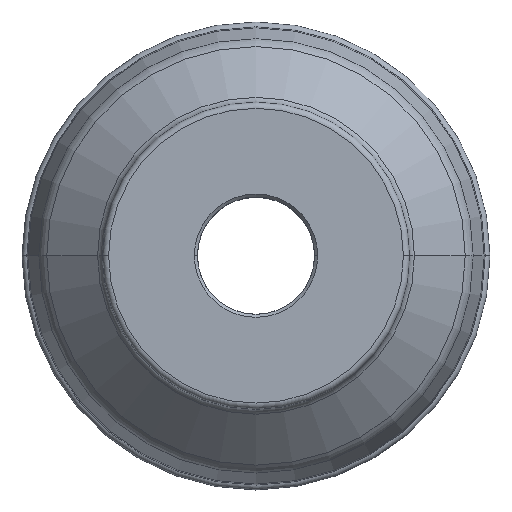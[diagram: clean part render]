
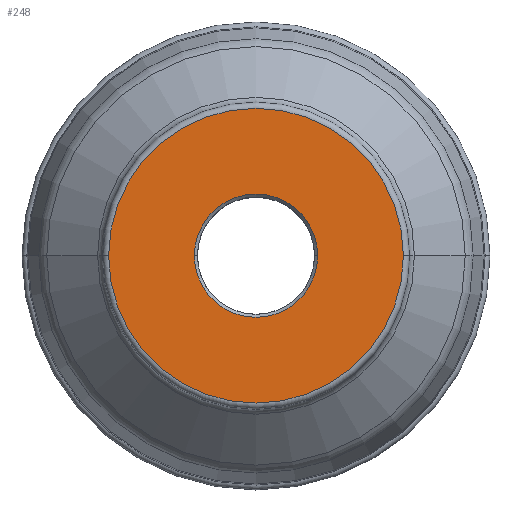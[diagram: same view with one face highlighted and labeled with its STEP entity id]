
A CAD part, top view. The second image highlights one B-rep face of the part: STEP entity #248.
In plain terms, the highlighted planar face has unit normal (0, 0, 1).
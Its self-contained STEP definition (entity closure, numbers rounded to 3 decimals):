
#248=ADVANCED_FACE('',(#298,#299),#287,.F.);
#287=PLANE('',#1545);
#298=FACE_BOUND('',#358,.T.);
#299=FACE_BOUND('',#359,.T.);
#358=EDGE_LOOP('',(#598,#599));
#359=EDGE_LOOP('',(#600,#601));
#598=ORIENTED_EDGE('',*,*,#972,.F.);
#599=ORIENTED_EDGE('',*,*,#971,.F.);
#600=ORIENTED_EDGE('',*,*,#973,.F.);
#601=ORIENTED_EDGE('',*,*,#974,.F.);
#822=VERTEX_POINT('',#2389);
#823=VERTEX_POINT('',#2391);
#824=VERTEX_POINT('',#2396);
#825=VERTEX_POINT('',#2397);
#971=EDGE_CURVE('',#823,#822,#1116,.T.);
#972=EDGE_CURVE('',#822,#823,#1117,.T.);
#973=EDGE_CURVE('',#824,#825,#1118,.T.);
#974=EDGE_CURVE('',#825,#824,#1119,.T.);
#1116=CIRCLE('',#1540,48.);
#1117=CIRCLE('',#1542,48.);
#1118=CIRCLE('',#1543,20.085);
#1119=CIRCLE('',#1544,20.085);
#1540=AXIS2_PLACEMENT_3D('',#2392,#1953,#1954);
#1542=AXIS2_PLACEMENT_3D('',#2394,#1957,#1958);
#1543=AXIS2_PLACEMENT_3D('',#2395,#1959,#1960);
#1544=AXIS2_PLACEMENT_3D('',#2398,#1961,#1962);
#1545=AXIS2_PLACEMENT_3D('',#2399,#1963,#1964);
#1953=DIRECTION('',(0.,0.,-1.));
#1954=DIRECTION('',(-1.,0.,0.));
#1957=DIRECTION('',(0.,0.,-1.));
#1958=DIRECTION('',(1.,0.,0.));
#1959=DIRECTION('',(0.,0.,1.));
#1960=DIRECTION('',(1.,0.,0.));
#1961=DIRECTION('',(0.,0.,1.));
#1962=DIRECTION('',(-1.,0.,0.));
#1963=DIRECTION('',(0.,0.,-1.));
#1964=DIRECTION('',(1.,0.,0.));
#2389=CARTESIAN_POINT('',(48.,0.,0.));
#2391=CARTESIAN_POINT('',(-48.,0.,0.));
#2392=CARTESIAN_POINT('',(0.,0.,0.));
#2394=CARTESIAN_POINT('',(0.,0.,0.));
#2395=CARTESIAN_POINT('',(0.,0.,0.));
#2396=CARTESIAN_POINT('',(20.085,0.,0.));
#2397=CARTESIAN_POINT('',(-20.085,0.,0.));
#2398=CARTESIAN_POINT('',(0.,0.,0.));
#2399=CARTESIAN_POINT('',(0.,0.,0.));
